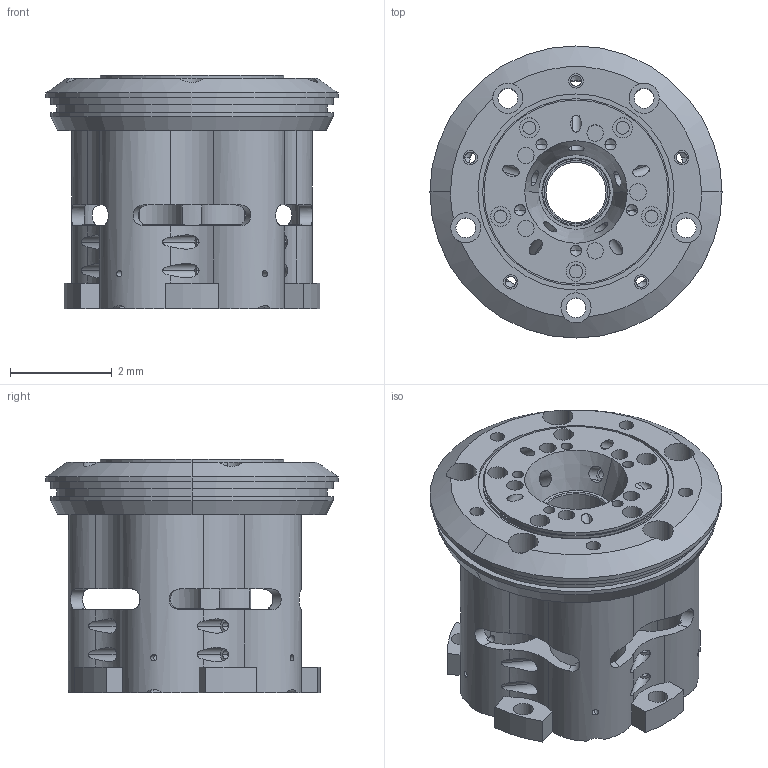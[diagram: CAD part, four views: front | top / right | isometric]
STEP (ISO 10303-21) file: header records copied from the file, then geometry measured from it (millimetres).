
FILE_DESCRIPTION(('produced by SPATIAL CORP'),'2;1');
FILE_NAME( 'torp_s1.hh.sat.stp','2002-04-22T09:59:14+00:00',('SPATIAL CORP'),( 'SPATIAL CORP'),'ACIS STEP Husk','http://www.spatial.com', 'SPATIAL CORP');
FILE_SCHEMA(('CONFIG_CONTROL_DESIGN'));
Length unit declared in the file: millimetre
Products named in the file (1): PRODUCT_ID_1
Bounding box: 5.75 x 5.75 x 4.59 mm (x, y, z)
Volume: 37.9 mm3; surface area: 273 mm2
Topology: 1 solids, 1 shells, 507 faces, 1616 edges, 1068 vertices
Faces by surface type: cylinder 326, plane 117, cone 54, torus 10
Entity records: 17818 total; most frequent: CARTESIAN_POINT 5509, ORIENTED_EDGE 3200, DIRECTION 1872, EDGE_CURVE 1600, VERTEX_POINT 1068, AXIS2_PLACEMENT_3D 672, EDGE_LOOP 630, FACE_BOUND 630
